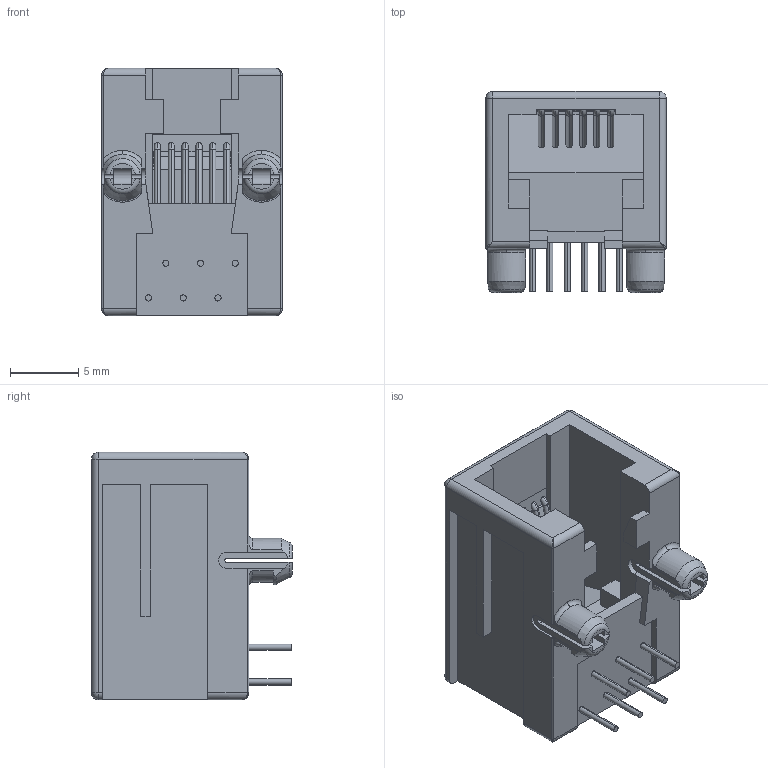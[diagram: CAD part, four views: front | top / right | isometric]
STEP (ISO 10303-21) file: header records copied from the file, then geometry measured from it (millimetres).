
FILE_DESCRIPTION(('STEP AP242'),'1');
FILE_NAME('215876-1.stp','2022-10-21T12:18:45',('TraceParts'),('TraceParts S.A.'),'Spatial InterOp 3D',' ',' ');
FILE_SCHEMA(('AP242_MANAGED_MODEL_BASED_3D_ENGINEERING_MIM_LF {1 0 10303 442 1 1 4}'));
Length unit declared in the file: millimetre
Products named in the file (1): 215876-1
Bounding box: 13.2 x 14.7 x 18.1 mm (x, y, z)
Volume: 1366.8 mm3; surface area: 2009.5 mm2
Topology: 1 solids, 1 shells, 312 faces, 866 edges, 552 vertices
Faces by surface type: plane 157, cylinder 95, torus 48, bspline 4, cone 4, sphere 4
Entity records: 10887 total; most frequent: CARTESIAN_POINT 2951, ORIENTED_EDGE 1732, DIRECTION 1564, EDGE_CURVE 866, VERTEX_POINT 552, LINE 526, VECTOR 526, AXIS2_PLACEMENT_3D 519
